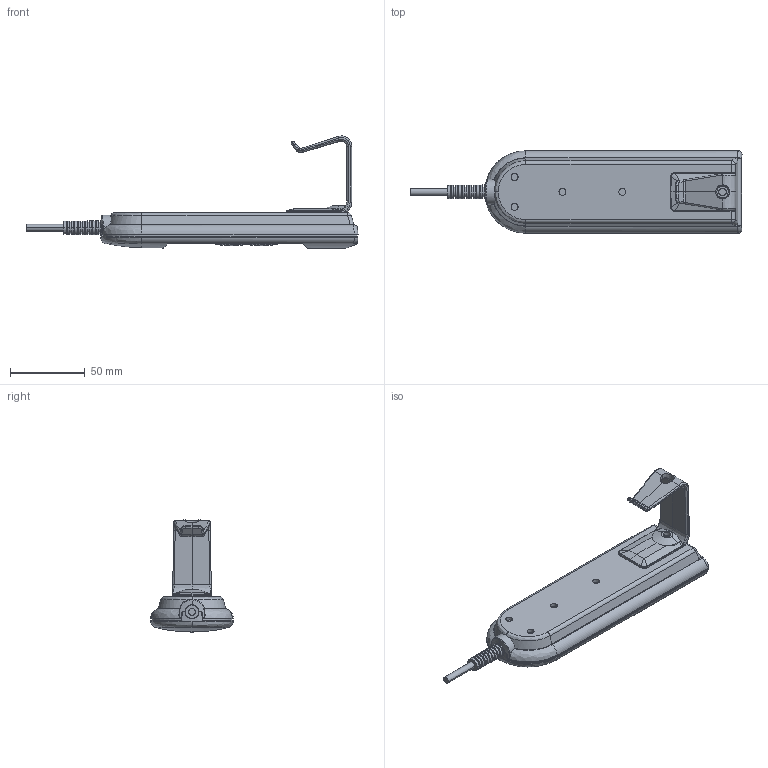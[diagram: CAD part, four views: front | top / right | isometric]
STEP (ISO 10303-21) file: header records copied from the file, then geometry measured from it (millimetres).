
FILE_DESCRIPTION (( 'STEP AP203' ), '1' );
FILE_NAME ('Baseline.STEP', '2012-09-14T08:52:26', ( 'admin' ), ( 'Hewlett-Packard Company' ), 'SwSTEP 2.0', 'SolidWorks 2012', '' );
FILE_SCHEMA (( 'CONFIG_CONTROL_DESIGN' ));
Length unit declared in the file: millimetre
Products named in the file (1): Baseline
Bounding box: 221.92 x 55.01 x 74.91 mm (x, y, z)
Volume: 180206.2 mm3; surface area: 31158.9 mm2
Topology: 1 solids, 1 shells, 417 faces, 1043 edges, 653 vertices
Faces by surface type: plane 163, cylinder 120, bspline 71, cone 63
Entity records: 19456 total; most frequent: CARTESIAN_POINT 10343, ORIENTED_EDGE 2078, DIRECTION 1672, EDGE_CURVE 1039, VERTEX_POINT 653, AXIS2_PLACEMENT_3D 636, EDGE_LOOP 448, FACE_OUTER_BOUND 417
